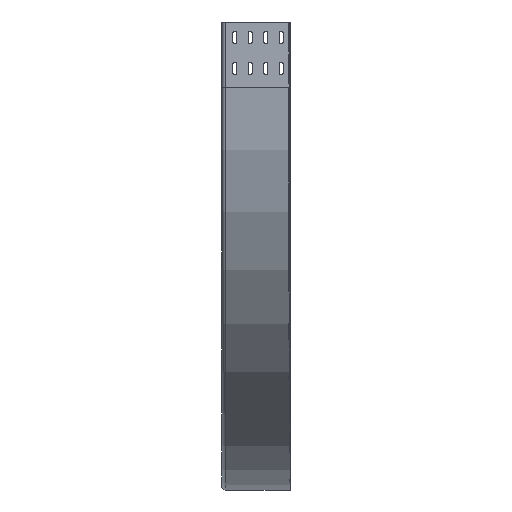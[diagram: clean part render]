
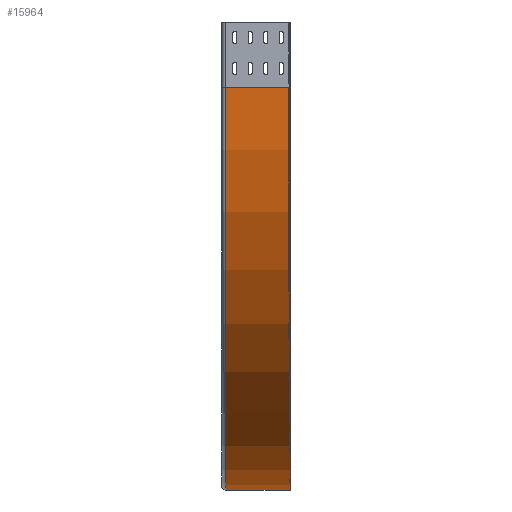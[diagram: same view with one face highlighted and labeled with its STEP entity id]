
A CAD part, left-side view. The second image highlights one B-rep face of the part: STEP entity #15964.
In plain terms, the highlighted cylindrical face has radius 650 mm (diameter 1300 mm), a partial arc.
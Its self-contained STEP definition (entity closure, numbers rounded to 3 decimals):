
#136 = CARTESIAN_POINT ( 'NONE',  ( 0., 2.25, -105. ) ) ;
#440 = EDGE_CURVE ( 'NONE', #11710, #9556, #10985, .T. ) ;
#559 = DIRECTION ( 'NONE',  ( 0., 1., 0. ) ) ;
#1426 = CARTESIAN_POINT ( 'NONE',  ( 650., 104.25, -105. ) ) ;
#1644 = EDGE_LOOP ( 'NONE', ( #11823, #2115, #9540, #10999 ) ) ;
#2066 = VECTOR ( 'NONE', #13732, 1000. ) ;
#2115 = ORIENTED_EDGE ( 'NONE', *, *, #440, .T. ) ;
#2160 = CIRCLE ( 'NONE', #14211, 650. ) ;
#2931 = DIRECTION ( 'NONE',  ( 0., -1., 0. ) ) ;
#3255 = VECTOR ( 'NONE', #2931, 1000. ) ;
#3524 = VERTEX_POINT ( 'NONE', #8097 ) ;
#3731 = DIRECTION ( 'NONE',  ( 0., -1., 0. ) ) ;
#4376 = CARTESIAN_POINT ( 'NONE',  ( 0., 104.25, -105. ) ) ;
#5041 = EDGE_CURVE ( 'NONE', #9556, #9924, #12773, .T. ) ;
#5155 = AXIS2_PLACEMENT_3D ( 'NONE', #8680, #3731, #7467 ) ;
#5383 = LINE ( 'NONE', #136, #2066 ) ;
#6300 = CARTESIAN_POINT ( 'NONE',  ( 650., 0., -755. ) ) ;
#7467 = DIRECTION ( 'NONE',  ( 0., 0., -1. ) ) ;
#7957 = CARTESIAN_POINT ( 'NONE',  ( 650., 104.25, -755. ) ) ;
#7971 = CARTESIAN_POINT ( 'NONE',  ( 650., 0., -105. ) ) ;
#8097 = CARTESIAN_POINT ( 'NONE',  ( 0., 0., -105. ) ) ;
#8680 = CARTESIAN_POINT ( 'NONE',  ( 650., 0., -105. ) ) ;
#9227 = DIRECTION ( 'NONE',  ( 1., 0., 0. ) ) ;
#9540 = ORIENTED_EDGE ( 'NONE', *, *, #5041, .T. ) ;
#9556 = VERTEX_POINT ( 'NONE', #7957 ) ;
#9643 = FACE_OUTER_BOUND ( 'NONE', #1644, .T. ) ;
#9924 = VERTEX_POINT ( 'NONE', #6300 ) ;
#10240 = DIRECTION ( 'NONE',  ( 0., 0., -1. ) ) ;
#10388 = CARTESIAN_POINT ( 'NONE',  ( 650., 2.25, -755. ) ) ;
#10985 = CIRCLE ( 'NONE', #12478, 650. ) ;
#10999 = ORIENTED_EDGE ( 'NONE', *, *, #12885, .T. ) ;
#11710 = VERTEX_POINT ( 'NONE', #4376 ) ;
#11823 = ORIENTED_EDGE ( 'NONE', *, *, #15383, .F. ) ;
#12478 = AXIS2_PLACEMENT_3D ( 'NONE', #1426, #14973, #10240 ) ;
#12773 = LINE ( 'NONE', #10388, #3255 ) ;
#12885 = EDGE_CURVE ( 'NONE', #9924, #3524, #2160, .T. ) ;
#13732 = DIRECTION ( 'NONE',  ( 0., -1., 0. ) ) ;
#14211 = AXIS2_PLACEMENT_3D ( 'NONE', #7971, #559, #9227 ) ;
#14973 = DIRECTION ( 'NONE',  ( 0., -1., 0. ) ) ;
#15383 = EDGE_CURVE ( 'NONE', #11710, #3524, #5383, .T. ) ;
#15822 = CYLINDRICAL_SURFACE ( 'NONE', #5155, 650. ) ;
#15964 = ADVANCED_FACE ( 'NONE', ( #9643 ), #15822, .T. ) ;
